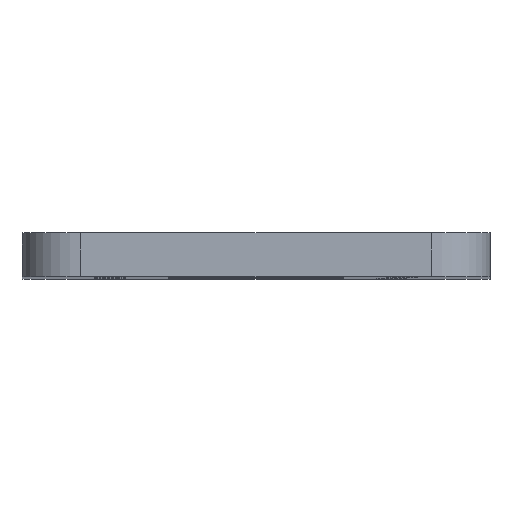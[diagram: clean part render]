
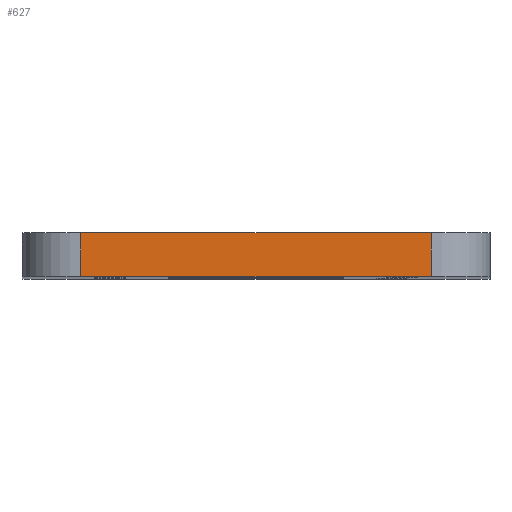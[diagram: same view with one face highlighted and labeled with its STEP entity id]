
A CAD part, top view. The second image highlights one B-rep face of the part: STEP entity #627.
In plain terms, the highlighted planar face has unit normal (0, 0, 1).
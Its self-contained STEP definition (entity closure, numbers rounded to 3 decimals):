
#4 = CARTESIAN_POINT ( 'NONE',  ( -12., 3., 55. ) ) ;
#30 = DIRECTION ( 'NONE',  ( 0., -1., 0. ) ) ;
#63 = ORIENTED_EDGE ( 'NONE', *, *, #1616, .F. ) ;
#300 = LINE ( 'NONE', #474, #1434 ) ;
#327 = CARTESIAN_POINT ( 'NONE',  ( 0., 3., 55. ) ) ;
#407 = VECTOR ( 'NONE', #679, 1000. ) ;
#415 = LINE ( 'NONE', #1236, #1647 ) ;
#474 = CARTESIAN_POINT ( 'NONE',  ( 0., 0., 55. ) ) ;
#477 = CARTESIAN_POINT ( 'NONE',  ( 12., 0., 55. ) ) ;
#620 = ORIENTED_EDGE ( 'NONE', *, *, #1982, .F. ) ;
#627 = ADVANCED_FACE ( 'NONE', ( #1851 ), #1692, .F. ) ;
#675 = DIRECTION ( 'NONE',  ( 0., 0., -1. ) ) ;
#679 = DIRECTION ( 'NONE',  ( 0., -1., 0. ) ) ;
#690 = VECTOR ( 'NONE', #30, 1000. ) ;
#715 = AXIS2_PLACEMENT_3D ( 'NONE', #327, #675, #2033 ) ;
#884 = VERTEX_POINT ( 'NONE', #2062 ) ;
#907 = EDGE_LOOP ( 'NONE', ( #1351, #620, #63, #1760 ) ) ;
#1236 = CARTESIAN_POINT ( 'NONE',  ( 0., 3., 55. ) ) ;
#1292 = DIRECTION ( 'NONE',  ( 1., 0., 0. ) ) ;
#1339 = VERTEX_POINT ( 'NONE', #477 ) ;
#1351 = ORIENTED_EDGE ( 'NONE', *, *, #1814, .T. ) ;
#1434 = VECTOR ( 'NONE', #1292, 1000. ) ;
#1520 = LINE ( 'NONE', #2187, #407 ) ;
#1553 = LINE ( 'NONE', #4, #690 ) ;
#1615 = DIRECTION ( 'NONE',  ( 1., 0., 0. ) ) ;
#1616 = EDGE_CURVE ( 'NONE', #884, #2055, #415, .T. ) ;
#1647 = VECTOR ( 'NONE', #1615, 1000. ) ;
#1692 = PLANE ( 'NONE',  #715 ) ;
#1730 = CARTESIAN_POINT ( 'NONE',  ( -12., 0., 55. ) ) ;
#1760 = ORIENTED_EDGE ( 'NONE', *, *, #1980, .T. ) ;
#1814 = EDGE_CURVE ( 'NONE', #2017, #1339, #300, .T. ) ;
#1851 = FACE_OUTER_BOUND ( 'NONE', #907, .T. ) ;
#1980 = EDGE_CURVE ( 'NONE', #884, #2017, #1553, .T. ) ;
#1982 = EDGE_CURVE ( 'NONE', #2055, #1339, #1520, .T. ) ;
#2017 = VERTEX_POINT ( 'NONE', #1730 ) ;
#2033 = DIRECTION ( 'NONE',  ( -1., 0., 0. ) ) ;
#2055 = VERTEX_POINT ( 'NONE', #2111 ) ;
#2062 = CARTESIAN_POINT ( 'NONE',  ( -12., 3., 55. ) ) ;
#2111 = CARTESIAN_POINT ( 'NONE',  ( 12., 3., 55. ) ) ;
#2187 = CARTESIAN_POINT ( 'NONE',  ( 12., 3., 55. ) ) ;
